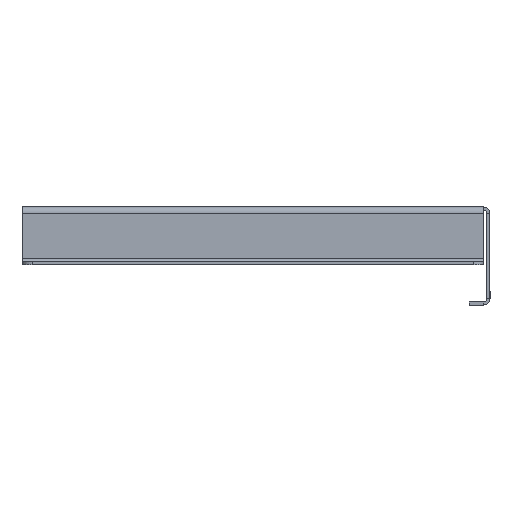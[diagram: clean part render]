
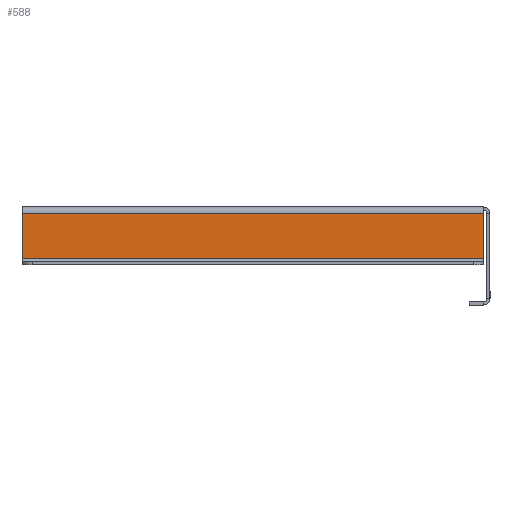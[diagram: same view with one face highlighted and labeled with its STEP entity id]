
A CAD part, left-side view. The second image highlights one B-rep face of the part: STEP entity #588.
In plain terms, the highlighted planar face has unit normal (-1, 0, 0).
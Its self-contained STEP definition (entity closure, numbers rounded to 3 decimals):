
#58 = EDGE_CURVE ( 'NONE', #2751, #1586, #2616, .T. ) ;
#96 = VECTOR ( 'NONE', #4210, 1000. ) ;
#227 = DIRECTION ( 'NONE',  ( 0., 0., -1. ) ) ;
#274 = CARTESIAN_POINT ( 'NONE',  ( -174., -111.5, -3. ) ) ;
#287 = CARTESIAN_POINT ( 'NONE',  ( -174., -111.5, -25. ) ) ;
#416 = CARTESIAN_POINT ( 'NONE',  ( -174., 111.5, -3. ) ) ;
#432 = DIRECTION ( 'NONE',  ( 1., 0., 0. ) ) ;
#588 = ADVANCED_FACE ( 'NONE', ( #2681 ), #1249, .F. ) ;
#685 = EDGE_LOOP ( 'NONE', ( #1014, #4647, #3773, #2913 ) ) ;
#803 = DIRECTION ( 'NONE',  ( 0., -1., 0. ) ) ;
#962 = AXIS2_PLACEMENT_3D ( 'NONE', #2367, #432, #2052 ) ;
#1014 = ORIENTED_EDGE ( 'NONE', *, *, #58, .F. ) ;
#1080 = EDGE_CURVE ( 'NONE', #1586, #4349, #3524, .T. ) ;
#1249 = PLANE ( 'NONE',  #962 ) ;
#1389 = LINE ( 'NONE', #287, #1653 ) ;
#1586 = VERTEX_POINT ( 'NONE', #274 ) ;
#1653 = VECTOR ( 'NONE', #3669, 1000. ) ;
#1749 = EDGE_CURVE ( 'NONE', #4349, #2813, #1389, .T. ) ;
#2052 = DIRECTION ( 'NONE',  ( 0., 0., -1. ) ) ;
#2185 = CARTESIAN_POINT ( 'NONE',  ( -174., -111.5, -25. ) ) ;
#2367 = CARTESIAN_POINT ( 'NONE',  ( -174., 0., 0. ) ) ;
#2616 = LINE ( 'NONE', #2925, #4000 ) ;
#2681 = FACE_OUTER_BOUND ( 'NONE', #685, .T. ) ;
#2751 = VERTEX_POINT ( 'NONE', #416 ) ;
#2813 = VERTEX_POINT ( 'NONE', #3713 ) ;
#2913 = ORIENTED_EDGE ( 'NONE', *, *, #1080, .F. ) ;
#2925 = CARTESIAN_POINT ( 'NONE',  ( -174., -111.5, -3. ) ) ;
#3107 = LINE ( 'NONE', #3779, #96 ) ;
#3524 = LINE ( 'NONE', #3553, #4325 ) ;
#3553 = CARTESIAN_POINT ( 'NONE',  ( -174., -111.5, -1.5 ) ) ;
#3669 = DIRECTION ( 'NONE',  ( 0., 1., 0. ) ) ;
#3713 = CARTESIAN_POINT ( 'NONE',  ( -174., 111.5, -25. ) ) ;
#3773 = ORIENTED_EDGE ( 'NONE', *, *, #1749, .F. ) ;
#3779 = CARTESIAN_POINT ( 'NONE',  ( -174., 111.5, -25. ) ) ;
#4000 = VECTOR ( 'NONE', #803, 1000. ) ;
#4210 = DIRECTION ( 'NONE',  ( 0., 0., 1. ) ) ;
#4325 = VECTOR ( 'NONE', #227, 1000. ) ;
#4349 = VERTEX_POINT ( 'NONE', #2185 ) ;
#4525 = EDGE_CURVE ( 'NONE', #2813, #2751, #3107, .T. ) ;
#4647 = ORIENTED_EDGE ( 'NONE', *, *, #4525, .F. ) ;
